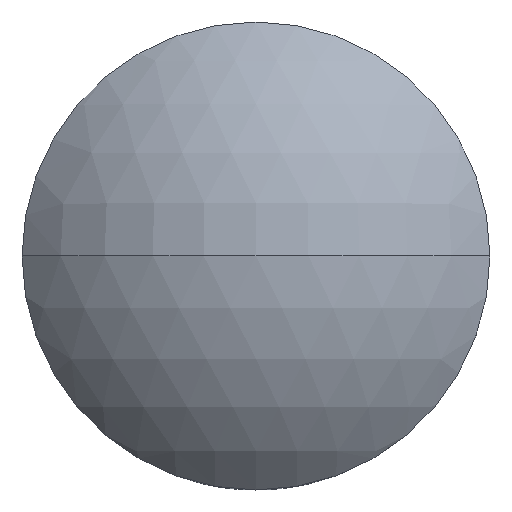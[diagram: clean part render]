
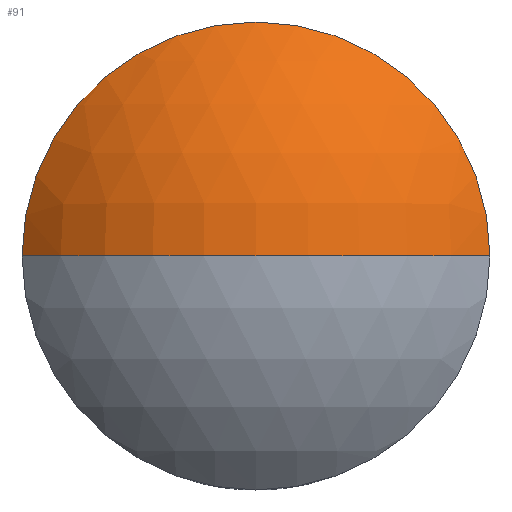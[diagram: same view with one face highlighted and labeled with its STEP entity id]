
A CAD part, top view. The second image highlights one B-rep face of the part: STEP entity #91.
In plain terms, the highlighted spherical face has radius 25.84 mm.
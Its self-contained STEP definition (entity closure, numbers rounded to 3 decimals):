
#25 = AXIS2_PLACEMENT_3D ( 'NONE', #1326, #1870, #513 ) ;
#75 = SPHERICAL_SURFACE ( 'NONE', #25, 25.84 ) ;
#91 = ADVANCED_FACE ( 'NONE', ( #997 ), #75, .T. ) ;
#240 = VERTEX_POINT ( 'NONE', #550 ) ;
#332 = CIRCLE ( 'NONE', #1947, 25.84 ) ;
#355 = DIRECTION ( 'NONE',  ( 0., 1., 0. ) ) ;
#358 = CIRCLE ( 'NONE', #1936, 25.84 ) ;
#384 = EDGE_LOOP ( 'NONE', ( #1770, #2112, #1314 ) ) ;
#463 = AXIS2_PLACEMENT_3D ( 'NONE', #1519, #1527, #1709 ) ;
#513 = DIRECTION ( 'NONE',  ( 1., 0., 0. ) ) ;
#550 = CARTESIAN_POINT ( 'NONE',  ( -19.05, 0., -2.941 ) ) ;
#574 = DIRECTION ( 'NONE',  ( 1., 0., 0. ) ) ;
#649 = CARTESIAN_POINT ( 'NONE',  ( 19.05, 0., -2.941 ) ) ;
#932 = EDGE_CURVE ( 'NONE', #240, #1313, #1771, .T. ) ;
#997 = FACE_OUTER_BOUND ( 'NONE', #384, .T. ) ;
#1029 = DIRECTION ( 'NONE',  ( 0., 0., 1. ) ) ;
#1313 = VERTEX_POINT ( 'NONE', #649 ) ;
#1314 = ORIENTED_EDGE ( 'NONE', *, *, #932, .F. ) ;
#1326 = CARTESIAN_POINT ( 'NONE',  ( 0., 0., -20.4 ) ) ;
#1511 = CARTESIAN_POINT ( 'NONE',  ( 0., 0., -20.4 ) ) ;
#1519 = CARTESIAN_POINT ( 'NONE',  ( 0., 0., -2.941 ) ) ;
#1527 = DIRECTION ( 'NONE',  ( 0., 0., -1. ) ) ;
#1551 = VERTEX_POINT ( 'NONE', #1704 ) ;
#1560 = CARTESIAN_POINT ( 'NONE',  ( 0., 0., -20.4 ) ) ;
#1573 = EDGE_CURVE ( 'NONE', #1551, #240, #332, .T. ) ;
#1704 = CARTESIAN_POINT ( 'NONE',  ( 0., 0., 5.44 ) ) ;
#1709 = DIRECTION ( 'NONE',  ( -1., 0., 0. ) ) ;
#1745 = DIRECTION ( 'NONE',  ( 0., -1., 0. ) ) ;
#1770 = ORIENTED_EDGE ( 'NONE', *, *, #1573, .F. ) ;
#1771 = CIRCLE ( 'NONE', #463, 19.05 ) ;
#1870 = DIRECTION ( 'NONE',  ( 0., -1., 0. ) ) ;
#1931 = EDGE_CURVE ( 'NONE', #1551, #1313, #358, .T. ) ;
#1936 = AXIS2_PLACEMENT_3D ( 'NONE', #1511, #355, #1029 ) ;
#1947 = AXIS2_PLACEMENT_3D ( 'NONE', #1560, #1745, #574 ) ;
#2112 = ORIENTED_EDGE ( 'NONE', *, *, #1931, .T. ) ;
